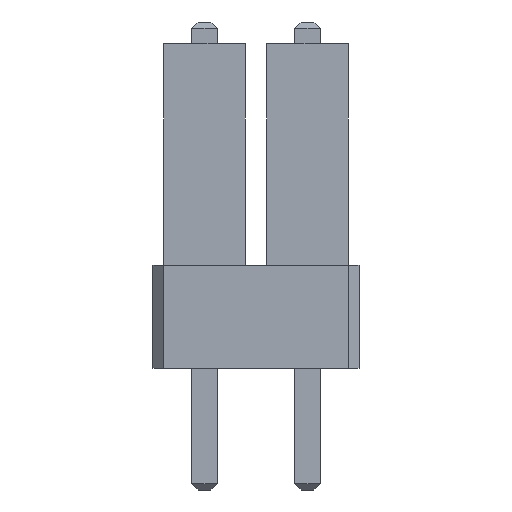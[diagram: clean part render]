
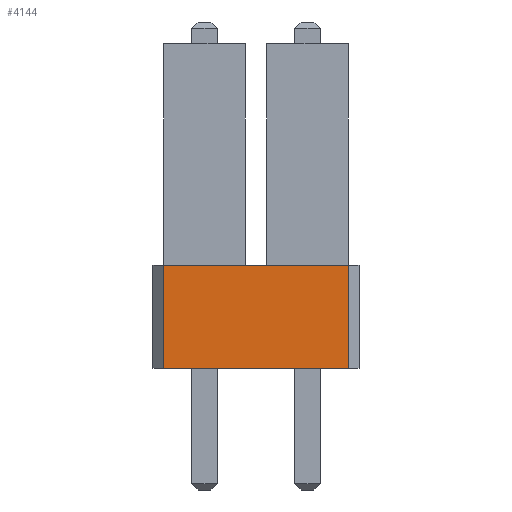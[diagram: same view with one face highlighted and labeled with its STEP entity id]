
A CAD part, front view. The second image highlights one B-rep face of the part: STEP entity #4144.
In plain terms, the highlighted planar face has unit normal (0, -1, 0).
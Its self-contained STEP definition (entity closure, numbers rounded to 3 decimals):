
#456 = VERTEX_POINT('',#457);
#457 = CARTESIAN_POINT('',(-1.016,-29.21,0.));
#463 = EDGE_CURVE('',#456,#464,#466,.T.);
#464 = VERTEX_POINT('',#465);
#465 = CARTESIAN_POINT('',(3.556,-29.21,0.));
#466 = LINE('',#467,#468);
#467 = CARTESIAN_POINT('',(-1.016,-29.21,0.));
#468 = VECTOR('',#469,1.);
#469 = DIRECTION('',(1.,0.,0.));
#1849 = VERTEX_POINT('',#1850);
#1850 = CARTESIAN_POINT('',(-1.016,-29.21,2.54));
#1856 = EDGE_CURVE('',#1849,#1857,#1859,.T.);
#1857 = VERTEX_POINT('',#1858);
#1858 = CARTESIAN_POINT('',(3.556,-29.21,2.54));
#1859 = LINE('',#1860,#1861);
#1860 = CARTESIAN_POINT('',(-1.016,-29.21,2.54));
#1861 = VECTOR('',#1862,1.);
#1862 = DIRECTION('',(1.,0.,0.));
#4116 = EDGE_CURVE('',#456,#1849,#4117,.T.);
#4117 = LINE('',#4118,#4119);
#4118 = CARTESIAN_POINT('',(-1.016,-29.21,0.));
#4119 = VECTOR('',#4120,1.);
#4120 = DIRECTION('',(0.,0.,1.));
#4144 = ADVANCED_FACE('',(#4145),#4156,.F.);
#4145 = FACE_BOUND('',#4146,.F.);
#4146 = EDGE_LOOP('',(#4147,#4148,#4149,#4155));
#4147 = ORIENTED_EDGE('',*,*,#4116,.T.);
#4148 = ORIENTED_EDGE('',*,*,#1856,.T.);
#4149 = ORIENTED_EDGE('',*,*,#4150,.F.);
#4150 = EDGE_CURVE('',#464,#1857,#4151,.T.);
#4151 = LINE('',#4152,#4153);
#4152 = CARTESIAN_POINT('',(3.556,-29.21,0.));
#4153 = VECTOR('',#4154,1.);
#4154 = DIRECTION('',(0.,0.,1.));
#4155 = ORIENTED_EDGE('',*,*,#463,.F.);
#4156 = PLANE('',#4157);
#4157 = AXIS2_PLACEMENT_3D('',#4158,#4159,#4160);
#4158 = CARTESIAN_POINT('',(-1.016,-29.21,0.));
#4159 = DIRECTION('',(0.,1.,0.));
#4160 = DIRECTION('',(1.,0.,0.));
